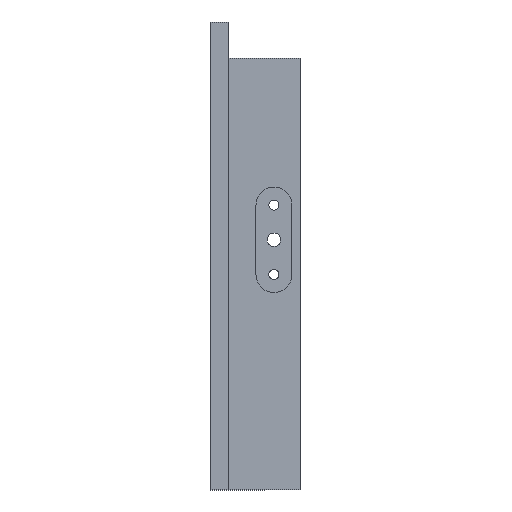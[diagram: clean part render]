
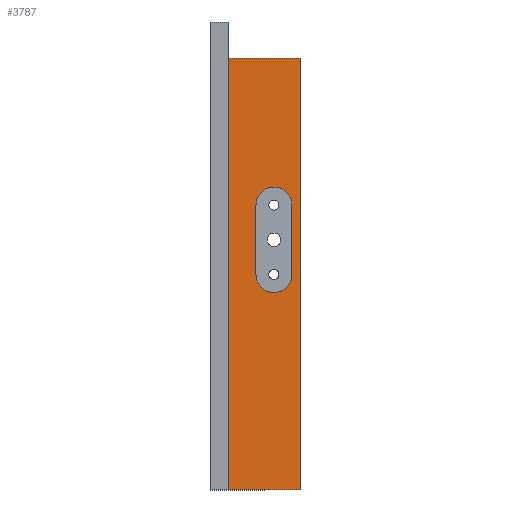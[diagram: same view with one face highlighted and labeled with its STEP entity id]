
A CAD part, left-side view. The second image highlights one B-rep face of the part: STEP entity #3787.
In plain terms, the highlighted planar face has unit normal (-1, 0, 0).
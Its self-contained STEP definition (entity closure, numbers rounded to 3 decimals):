
#25 = VECTOR ( 'NONE', #2183, 1000. ) ;
#115 = CARTESIAN_POINT ( 'NONE',  ( -72.262, -6.35, -30.971 ) ) ;
#121 = DIRECTION ( 'NONE',  ( 0., 0., -1. ) ) ;
#195 = ORIENTED_EDGE ( 'NONE', *, *, #1787, .F. ) ;
#287 = CARTESIAN_POINT ( 'NONE',  ( -72.262, -6.35, 0. ) ) ;
#341 = CARTESIAN_POINT ( 'NONE',  ( -72.262, -6.35, 45.229 ) ) ;
#391 = ORIENTED_EDGE ( 'NONE', *, *, #2546, .F. ) ;
#513 = LINE ( 'NONE', #3407, #3708 ) ;
#537 = CARTESIAN_POINT ( 'NONE',  ( -72.262, 1.6, 7.04 ) ) ;
#553 = AXIS2_PLACEMENT_3D ( 'NONE', #2495, #2813, #1892 ) ;
#593 = CARTESIAN_POINT ( 'NONE',  ( -72.262, 6.35, 45.229 ) ) ;
#604 = PLANE ( 'NONE',  #2585 ) ;
#755 = CARTESIAN_POINT ( 'NONE',  ( -72.262, 1.6, 19.283 ) ) ;
#783 = VERTEX_POINT ( 'NONE', #1900 ) ;
#965 = VECTOR ( 'NONE', #2908, 1000. ) ;
#1094 = ORIENTED_EDGE ( 'NONE', *, *, #3817, .F. ) ;
#1253 = EDGE_CURVE ( 'NONE', #3180, #1746, #513, .T. ) ;
#1402 = VERTEX_POINT ( 'NONE', #593 ) ;
#1406 = DIRECTION ( 'NONE',  ( 0., 1., 0. ) ) ;
#1444 = DIRECTION ( 'NONE',  ( 0., 0., -1. ) ) ;
#1541 = CARTESIAN_POINT ( 'NONE',  ( -72.262, -1.575, 19.283 ) ) ;
#1559 = FACE_OUTER_BOUND ( 'NONE', #3621, .T. ) ;
#1601 = DIRECTION ( 'NONE',  ( -1., 0., 0. ) ) ;
#1676 = CARTESIAN_POINT ( 'NONE',  ( -72.262, -4.75, 7.04 ) ) ;
#1694 = CARTESIAN_POINT ( 'NONE',  ( -72.262, -1.575, 7.04 ) ) ;
#1746 = VERTEX_POINT ( 'NONE', #3661 ) ;
#1787 = EDGE_CURVE ( 'NONE', #3262, #2053, #2406, .T. ) ;
#1854 = DIRECTION ( 'NONE',  ( 0., 0., 1. ) ) ;
#1857 = ORIENTED_EDGE ( 'NONE', *, *, #3751, .T. ) ;
#1892 = DIRECTION ( 'NONE',  ( 0., 0., 1. ) ) ;
#1900 = CARTESIAN_POINT ( 'NONE',  ( -72.262, -4.75, 19.283 ) ) ;
#2025 = CARTESIAN_POINT ( 'NONE',  ( -72.262, -1.575, 22.458 ) ) ;
#2044 = VECTOR ( 'NONE', #1406, 1000. ) ;
#2053 = VERTEX_POINT ( 'NONE', #755 ) ;
#2157 = LINE ( 'NONE', #537, #25 ) ;
#2183 = DIRECTION ( 'NONE',  ( 0., 0., -1. ) ) ;
#2225 = FACE_BOUND ( 'NONE', #3681, .T. ) ;
#2235 = ORIENTED_EDGE ( 'NONE', *, *, #3272, .F. ) ;
#2406 = CIRCLE ( 'NONE', #553, 3.175 ) ;
#2483 = CARTESIAN_POINT ( 'NONE',  ( -72.262, 6.35, -30.971 ) ) ;
#2495 = CARTESIAN_POINT ( 'NONE',  ( -72.262, -1.575, 19.283 ) ) ;
#2515 = AXIS2_PLACEMENT_3D ( 'NONE', #1541, #1601, #1854 ) ;
#2546 = EDGE_CURVE ( 'NONE', #1746, #2620, #3374, .T. ) ;
#2556 = DIRECTION ( 'NONE',  ( 1., 0., 0. ) ) ;
#2585 = AXIS2_PLACEMENT_3D ( 'NONE', #287, #2556, #4099 ) ;
#2620 = VERTEX_POINT ( 'NONE', #2483 ) ;
#2635 = DIRECTION ( 'NONE',  ( 0., 0., 1. ) ) ;
#2725 = VECTOR ( 'NONE', #121, 1000. ) ;
#2757 = ORIENTED_EDGE ( 'NONE', *, *, #3116, .F. ) ;
#2759 = EDGE_CURVE ( 'NONE', #3180, #1402, #3179, .T. ) ;
#2800 = VERTEX_POINT ( 'NONE', #1676 ) ;
#2806 = LINE ( 'NONE', #3776, #3387 ) ;
#2813 = DIRECTION ( 'NONE',  ( -1., 0., 0. ) ) ;
#2908 = DIRECTION ( 'NONE',  ( 0., 1., 0. ) ) ;
#2971 = DIRECTION ( 'NONE',  ( 0., 0., 1. ) ) ;
#3008 = LINE ( 'NONE', #3658, #2725 ) ;
#3072 = VERTEX_POINT ( 'NONE', #3876 ) ;
#3116 = EDGE_CURVE ( 'NONE', #2053, #3072, #2157, .T. ) ;
#3179 = LINE ( 'NONE', #341, #965 ) ;
#3180 = VERTEX_POINT ( 'NONE', #3435 ) ;
#3190 = EDGE_CURVE ( 'NONE', #2800, #783, #2806, .T. ) ;
#3262 = VERTEX_POINT ( 'NONE', #2025 ) ;
#3272 = EDGE_CURVE ( 'NONE', #3072, #2800, #4068, .T. ) ;
#3374 = LINE ( 'NONE', #115, #2044 ) ;
#3387 = VECTOR ( 'NONE', #2971, 1000. ) ;
#3407 = CARTESIAN_POINT ( 'NONE',  ( -72.262, -6.35, 0. ) ) ;
#3420 = ORIENTED_EDGE ( 'NONE', *, *, #3190, .F. ) ;
#3435 = CARTESIAN_POINT ( 'NONE',  ( -72.262, -6.35, 45.229 ) ) ;
#3541 = ORIENTED_EDGE ( 'NONE', *, *, #1253, .F. ) ;
#3618 = DIRECTION ( 'NONE',  ( -1., 0., 0. ) ) ;
#3621 = EDGE_LOOP ( 'NONE', ( #3964, #1857, #391, #3541 ) ) ;
#3658 = CARTESIAN_POINT ( 'NONE',  ( -72.262, 6.35, -30.971 ) ) ;
#3661 = CARTESIAN_POINT ( 'NONE',  ( -72.262, -6.35, -30.971 ) ) ;
#3681 = EDGE_LOOP ( 'NONE', ( #3420, #2235, #2757, #195, #1094 ) ) ;
#3708 = VECTOR ( 'NONE', #1444, 1000. ) ;
#3751 = EDGE_CURVE ( 'NONE', #1402, #2620, #3008, .T. ) ;
#3776 = CARTESIAN_POINT ( 'NONE',  ( -72.262, -4.75, 7.04 ) ) ;
#3787 = ADVANCED_FACE ( 'NONE', ( #2225, #1559 ), #604, .F. ) ;
#3817 = EDGE_CURVE ( 'NONE', #783, #3262, #4135, .T. ) ;
#3876 = CARTESIAN_POINT ( 'NONE',  ( -72.262, 1.6, 7.04 ) ) ;
#3932 = AXIS2_PLACEMENT_3D ( 'NONE', #1694, #3618, #2635 ) ;
#3964 = ORIENTED_EDGE ( 'NONE', *, *, #2759, .T. ) ;
#4068 = CIRCLE ( 'NONE', #3932, 3.175 ) ;
#4099 = DIRECTION ( 'NONE',  ( 0., 0., -1. ) ) ;
#4135 = CIRCLE ( 'NONE', #2515, 3.175 ) ;
